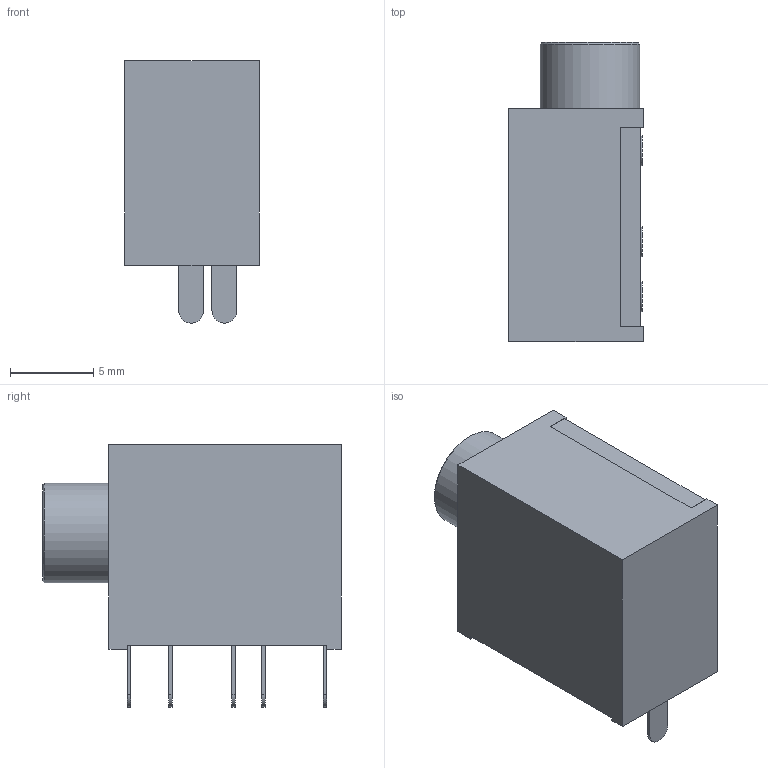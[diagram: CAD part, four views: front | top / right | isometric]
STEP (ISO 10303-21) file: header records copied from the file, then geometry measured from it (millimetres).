
FILE_DESCRIPTION(('STEP AP214'), '1');
FILE_NAME('ST-215N-0x (DCI)', '', ('UNSPECIFIED'), ('UNSPECIFIED'), 'ASCON STEP Converter 1.6', 'ASCON Math Kernel', '');
FILE_SCHEMA(('AUTOMOTIVE_DESIGN { 1 0 10303 214 3 1 1}'));
Length unit declared in the file: millimetre
Bounding box: 8.1 x 18 x 15.8 mm (x, y, z)
Volume: 982.2 mm3; surface area: 1755.7 mm2
Topology: 8 solids, 8 shells, 101 faces, 234 edges, 154 vertices
Faces by surface type: plane 80, cylinder 19, cone 2
Full cylindrical faces by diameter (mm): 1.2 x6, 1.8 x3, 3.6 x1, 5.1 x1, 5.2 x1, 6 x1
Entity records: 3677 total; most frequent: CARTESIAN_POINT 475, DIRECTION 465, ORIENTED_EDGE 438, EDGE_CURVE 219, LINE 177, VECTOR 177, VERTEX_POINT 154, AXIS2_PLACEMENT_3D 144
